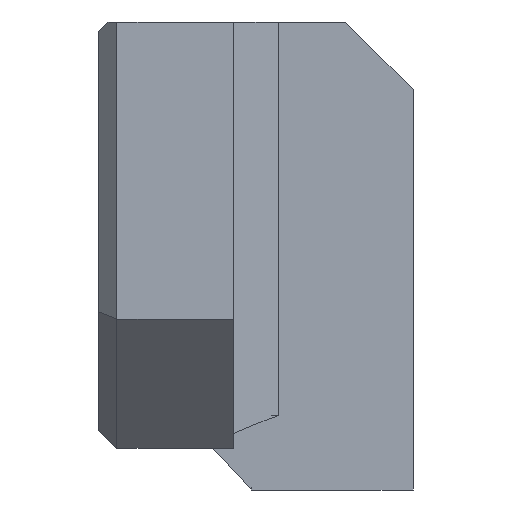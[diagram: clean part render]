
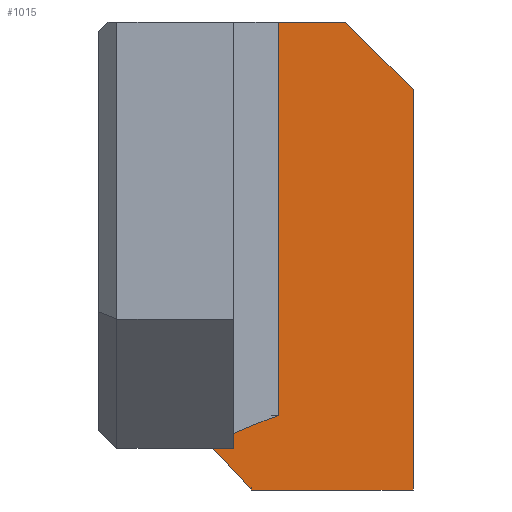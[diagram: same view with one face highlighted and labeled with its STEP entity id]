
A CAD part, left-side view. The second image highlights one B-rep face of the part: STEP entity #1015.
In plain terms, the highlighted planar face has unit normal (-1, 0, 0).
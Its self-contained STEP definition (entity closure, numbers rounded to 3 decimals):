
#36=(
BOUNDED_CURVE()
B_SPLINE_CURVE(2,(#1499,#1500,#1501),.UNSPECIFIED.,.F.,.F.)
B_SPLINE_CURVE_WITH_KNOTS((3,3),(0.625,0.743),
 .UNSPECIFIED.)
CURVE()
GEOMETRIC_REPRESENTATION_ITEM()
RATIONAL_B_SPLINE_CURVE((1.028,1.026,1.023))
REPRESENTATION_ITEM('')
);
#42=PLANE('',#1098);
#91=FACE_OUTER_BOUND('',#152,.T.);
#152=EDGE_LOOP('',(#725,#726,#727,#728,#729,#730,#731,#732,#733));
#217=LINE('',#1479,#333);
#219=LINE('',#1483,#335);
#221=LINE('',#1489,#337);
#222=LINE('',#1491,#338);
#223=LINE('',#1493,#339);
#224=LINE('',#1495,#340);
#225=LINE('',#1497,#341);
#226=LINE('',#1502,#342);
#333=VECTOR('',#1195,10.);
#335=VECTOR('',#1199,10.);
#337=VECTOR('',#1205,10.);
#338=VECTOR('',#1206,10.);
#339=VECTOR('',#1207,10.);
#340=VECTOR('',#1208,10.);
#341=VECTOR('',#1209,10.);
#342=VECTOR('',#1210,10.);
#472=VERTEX_POINT('',#1476);
#473=VERTEX_POINT('',#1478);
#474=VERTEX_POINT('',#1482);
#476=VERTEX_POINT('',#1488);
#477=VERTEX_POINT('',#1490);
#478=VERTEX_POINT('',#1492);
#479=VERTEX_POINT('',#1494);
#480=VERTEX_POINT('',#1496);
#481=VERTEX_POINT('',#1498);
#568=EDGE_CURVE('',#472,#473,#217,.T.);
#570=EDGE_CURVE('',#474,#473,#219,.T.);
#573=EDGE_CURVE('',#476,#472,#221,.T.);
#574=EDGE_CURVE('',#477,#476,#222,.T.);
#575=EDGE_CURVE('',#477,#478,#223,.T.);
#576=EDGE_CURVE('',#479,#478,#224,.T.);
#577=EDGE_CURVE('',#479,#480,#225,.T.);
#578=EDGE_CURVE('',#481,#480,#36,.T.);
#579=EDGE_CURVE('',#481,#474,#226,.T.);
#725=ORIENTED_EDGE('',*,*,#568,.F.);
#726=ORIENTED_EDGE('',*,*,#573,.F.);
#727=ORIENTED_EDGE('',*,*,#574,.F.);
#728=ORIENTED_EDGE('',*,*,#575,.T.);
#729=ORIENTED_EDGE('',*,*,#576,.F.);
#730=ORIENTED_EDGE('',*,*,#577,.T.);
#731=ORIENTED_EDGE('',*,*,#578,.F.);
#732=ORIENTED_EDGE('',*,*,#579,.T.);
#733=ORIENTED_EDGE('',*,*,#570,.T.);
#1015=ADVANCED_FACE('',(#91),#42,.T.);
#1098=AXIS2_PLACEMENT_3D('',#1487,#1203,#1204);
#1195=DIRECTION('',(0.,-0.707,-0.707));
#1199=DIRECTION('',(0.,0.,1.));
#1203=DIRECTION('center_axis',(-1.,0.,0.));
#1204=DIRECTION('ref_axis',(0.,0.,-1.));
#1205=DIRECTION('',(0.,-1.,0.));
#1206=DIRECTION('',(0.,0.,1.));
#1207=DIRECTION('',(0.,1.,0.));
#1208=DIRECTION('',(0.,0.,1.));
#1209=DIRECTION('',(0.,-1.,0.));
#1210=DIRECTION('',(0.,-1.,0.));
#1476=CARTESIAN_POINT('',(-2.95,1.5,50.));
#1478=CARTESIAN_POINT('',(-2.95,0.,48.5));
#1479=CARTESIAN_POINT('',(-2.95,2.5,51.));
#1482=CARTESIAN_POINT('',(-2.95,0.,39.575));
#1483=CARTESIAN_POINT('',(-2.95,0.,47.394));
#1487=CARTESIAN_POINT('Origin',(-2.95,7.,50.));
#1488=CARTESIAN_POINT('',(-2.95,3.,50.));
#1489=CARTESIAN_POINT('',(-2.95,7.,50.));
#1490=CARTESIAN_POINT('',(-2.95,3.,41.232));
#1491=CARTESIAN_POINT('',(-2.95,3.,47.625));
#1492=CARTESIAN_POINT('',(-2.95,6.599,41.232));
#1493=CARTESIAN_POINT('',(-2.95,7.,41.232));
#1494=CARTESIAN_POINT('',(-2.95,6.599,40.541));
#1495=CARTESIAN_POINT('',(-2.95,6.599,47.625));
#1496=CARTESIAN_POINT('',(-2.95,4.5,40.541));
#1497=CARTESIAN_POINT('',(-2.95,7.,40.541));
#1498=CARTESIAN_POINT('',(-2.95,3.6,39.575));
#1499=CARTESIAN_POINT('Ctrl Pts',(-2.95,3.6,39.575));
#1500=CARTESIAN_POINT('Ctrl Pts',(-2.95,4.03,40.039));
#1501=CARTESIAN_POINT('Ctrl Pts',(-2.95,4.5,40.541));
#1502=CARTESIAN_POINT('',(-2.95,7.,39.575));
